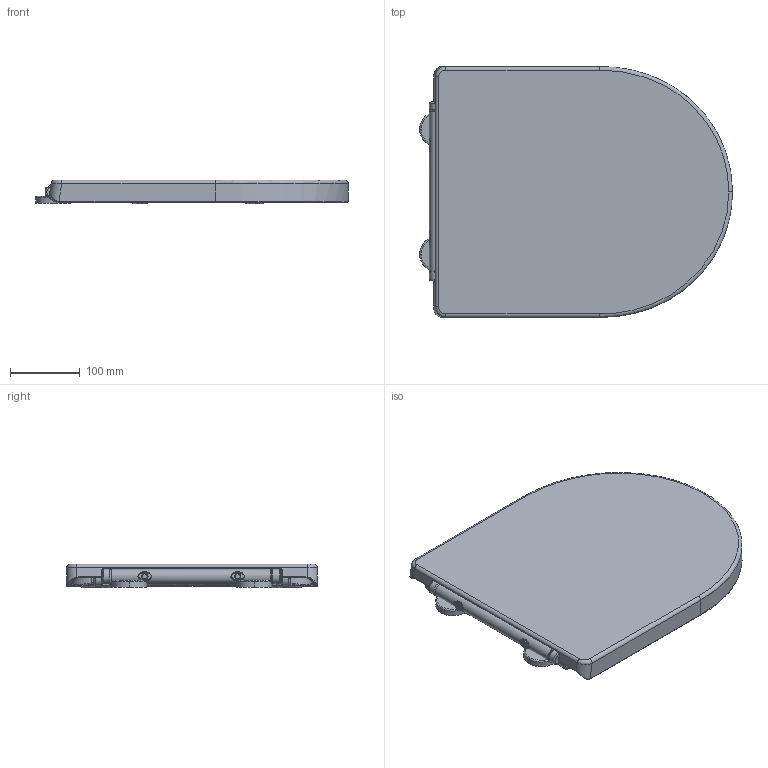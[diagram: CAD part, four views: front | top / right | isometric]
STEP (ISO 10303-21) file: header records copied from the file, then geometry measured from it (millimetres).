
FILE_DESCRIPTION (( 'STEP AP203' ), '1' );
FILE_NAME ('S29R308812.STEP', '2025-03-19T09:01:50', ( '' ), ( '' ), 'SwSTEP 2.0', 'SolidWorks 2021', '' );
FILE_SCHEMA (( 'CONFIG_CONTROL_DESIGN' ));
Length unit declared in the file: millimetre
Products named in the file (4): S29R308812_3_Predeterminado; S29R308812_2_Predeterminado; S29R308812_1_Predeterminado; S29R308812
Assembly tree (4 placements, depth 2):
  S29R308812
    S29R308812_3_Predeterminado  x2
    S29R308812_2_Predeterminado
    S29R308812_1_Predeterminado
Bounding box: 448.47 x 360 x 33.87 mm (x, y, z)
Volume: 1824082.4 mm3; surface area: 566152.9 mm2
Topology: 11 solids, 11 shells, 463 faces, 1055 edges, 604 vertices
Faces by surface type: bspline 263, cylinder 125, plane 75
Entity records: 46763 total; most frequent: CARTESIAN_POINT 37952, ORIENTED_EDGE 2062, DIRECTION 1317, EDGE_CURVE 1031, VERTEX_POINT 598, AXIS2_PLACEMENT_3D 540, EDGE_LOOP 463, ADVANCED_FACE 457
